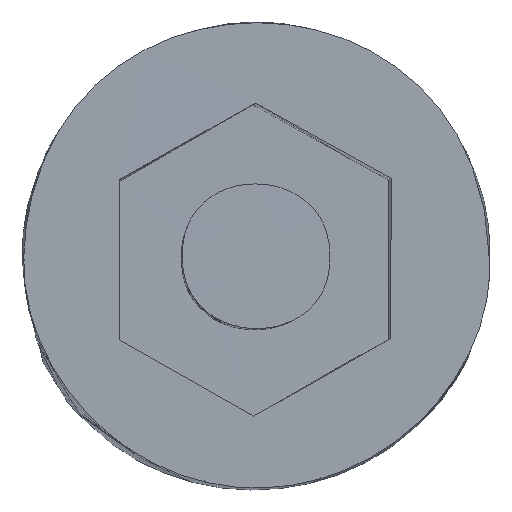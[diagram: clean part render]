
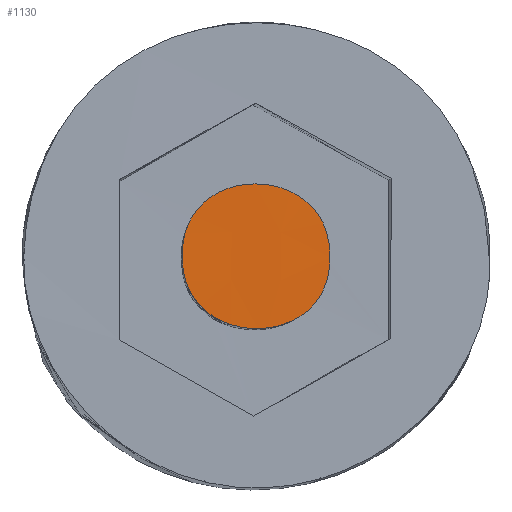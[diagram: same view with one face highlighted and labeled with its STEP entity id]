
A CAD part, top view. The second image highlights one B-rep face of the part: STEP entity #1130.
In plain terms, the highlighted free-form (B-spline) face has degree [3, 3] with [4, 4] control points.
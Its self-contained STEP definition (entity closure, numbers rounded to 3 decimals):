
#946 = B_SPLINE_SURFACE_WITH_KNOTS('',3,3,(
    (#947,#948,#949,#950)
    ,(#951,#952,#953,#954)
    ,(#955,#956,#957,#958)
    ,(#959,#960,#961,#962
    )),.UNSPECIFIED.,.F.,.F.,.F.,(4,4),(4,4),(0.,1.),(0.,1.),
  .PIECEWISE_BEZIER_KNOTS.);
#947 = CARTESIAN_POINT('',(-0.181,0.,
    0.995));
#948 = CARTESIAN_POINT('',(-0.184,-0.003,
    0.666));
#949 = CARTESIAN_POINT('',(-0.186,-0.001,
    0.335));
#950 = CARTESIAN_POINT('',(-0.184,-0.002,
    0.004));
#951 = CARTESIAN_POINT('',(-0.186,-0.234,
    0.999));
#952 = CARTESIAN_POINT('',(-0.182,-0.239,0.664)
  );
#953 = CARTESIAN_POINT('',(-0.188,-0.235,
    0.333));
#954 = CARTESIAN_POINT('',(-0.19,-0.24,
    0.004));
#955 = CARTESIAN_POINT('',(0.195,-0.238,0.996
    ));
#956 = CARTESIAN_POINT('',(0.196,-0.229,0.662
    ));
#957 = CARTESIAN_POINT('',(0.185,-0.236,0.336
    ));
#958 = CARTESIAN_POINT('',(0.188,-0.242,
    -0.001));
#959 = CARTESIAN_POINT('',(0.186,0.002,
    0.993));
#960 = CARTESIAN_POINT('',(0.186,-0.005,
    0.667));
#961 = CARTESIAN_POINT('',(0.185,-0.001,
    0.329));
#962 = CARTESIAN_POINT('',(0.181,0.005,
    0.001));
#1010 = B_SPLINE_SURFACE_WITH_KNOTS('',3,3,(
    (#1011,#1012,#1013,#1014)
    ,(#1015,#1016,#1017,#1018)
    ,(#1019,#1020,#1021,#1022)
    ,(#1023,#1024,#1025,#1026
    )),.UNSPECIFIED.,.F.,.F.,.F.,(4,4),(4,4),(0.,1.),(0.,1.),
  .PIECEWISE_BEZIER_KNOTS.);
#1011 = CARTESIAN_POINT('',(0.178,0.,
    0.996));
#1012 = CARTESIAN_POINT('',(0.18,-0.002,
    0.662));
#1013 = CARTESIAN_POINT('',(0.178,0.001,
    0.331));
#1014 = CARTESIAN_POINT('',(0.175,-0.008,
    -0.004));
#1015 = CARTESIAN_POINT('',(0.189,0.235,1.
    ));
#1016 = CARTESIAN_POINT('',(0.182,0.243,0.667
    ));
#1017 = CARTESIAN_POINT('',(0.181,0.227,0.329)
  );
#1018 = CARTESIAN_POINT('',(0.183,0.236,
    0.003));
#1019 = CARTESIAN_POINT('',(-0.183,0.253,1.
    ));
#1020 = CARTESIAN_POINT('',(-0.179,0.237,0.665
    ));
#1021 = CARTESIAN_POINT('',(-0.181,0.244,0.338
    ));
#1022 = CARTESIAN_POINT('',(-0.187,0.243,
    -0.002));
#1023 = CARTESIAN_POINT('',(-0.177,0.002,
    1.));
#1024 = CARTESIAN_POINT('',(-0.18,0.006,
    0.668));
#1025 = CARTESIAN_POINT('',(-0.177,0.006,
    0.333));
#1026 = CARTESIAN_POINT('',(-0.178,-0.003,
    0.002));
#1038 = VERTEX_POINT('',#1039);
#1039 = CARTESIAN_POINT('',(-0.183,0.002,
    0.997));
#1062 = EDGE_CURVE('',#1063,#1038,#1065,.T.);
#1063 = VERTEX_POINT('',#1064);
#1064 = CARTESIAN_POINT('',(0.187,0.,
    0.996));
#1065 = SURFACE_CURVE('',#1066,(#1071,#1081),.PCURVE_S1.);
#1066 = B_SPLINE_CURVE_WITH_KNOTS('',3,(#1067,#1068,#1069,#1070),
  .UNSPECIFIED.,.F.,.F.,(4,4),(0.,1.),.PIECEWISE_BEZIER_KNOTS.);
#1067 = CARTESIAN_POINT('',(0.187,0.,
    0.996));
#1068 = CARTESIAN_POINT('',(0.194,0.244,0.997
    ));
#1069 = CARTESIAN_POINT('',(-0.189,0.248,0.997
    ));
#1070 = CARTESIAN_POINT('',(-0.183,0.002,
    0.997));
#1071 = PCURVE('',#1010,#1072);
#1072 = DEFINITIONAL_REPRESENTATION('',(#1073),#1080);
#1073 = B_SPLINE_CURVE_WITH_KNOTS('',5,(#1074,#1075,#1076,#1077,#1078,
    #1079),.UNSPECIFIED.,.F.,.F.,(6,6),(0.,1.),
  .PIECEWISE_BEZIER_KNOTS.);
#1074 = CARTESIAN_POINT('',(0.,0.));
#1075 = CARTESIAN_POINT('',(0.208,0.));
#1076 = CARTESIAN_POINT('',(0.363,0.001));
#1077 = CARTESIAN_POINT('',(0.633,0.002));
#1078 = CARTESIAN_POINT('',(0.803,0.002));
#1079 = CARTESIAN_POINT('',(0.999,0.003));
#1080 = ( GEOMETRIC_REPRESENTATION_CONTEXT(2) 
PARAMETRIC_REPRESENTATION_CONTEXT() REPRESENTATION_CONTEXT('2D SPACE',''
  ) );
#1081 = PCURVE('',#1082,#1099);
#1082 = B_SPLINE_SURFACE_WITH_KNOTS('',3,3,(
    (#1083,#1084,#1085,#1086)
    ,(#1087,#1088,#1089,#1090)
    ,(#1091,#1092,#1093,#1094)
    ,(#1095,#1096,#1097,#1098
    )),.UNSPECIFIED.,.F.,.F.,.F.,(4,4),(4,4),(0.,1.),(0.,1.),
  .PIECEWISE_BEZIER_KNOTS.);
#1083 = CARTESIAN_POINT('',(-0.19,-0.193,
    0.996));
#1084 = CARTESIAN_POINT('',(-0.191,-0.065,
    0.997));
#1085 = CARTESIAN_POINT('',(-0.19,0.06,
    0.996));
#1086 = CARTESIAN_POINT('',(-0.189,0.187,
    0.996));
#1087 = CARTESIAN_POINT('',(-0.065,-0.192,
    0.996));
#1088 = CARTESIAN_POINT('',(-0.063,-0.068,
    0.998));
#1089 = CARTESIAN_POINT('',(-0.063,0.062,
    0.995));
#1090 = CARTESIAN_POINT('',(-0.064,0.187,
    0.997));
#1091 = CARTESIAN_POINT('',(0.062,-0.192,
    0.997));
#1092 = CARTESIAN_POINT('',(0.062,-0.066,
    0.997));
#1093 = CARTESIAN_POINT('',(0.063,0.06,
    0.999));
#1094 = CARTESIAN_POINT('',(0.063,0.187,
    0.996));
#1095 = CARTESIAN_POINT('',(0.188,-0.194,
    0.996));
#1096 = CARTESIAN_POINT('',(0.189,-0.067,
    0.998));
#1097 = CARTESIAN_POINT('',(0.189,0.059,
    0.997));
#1098 = CARTESIAN_POINT('',(0.188,0.186,0.996)
  );
#1099 = DEFINITIONAL_REPRESENTATION('',(#1100),#1106);
#1100 = B_SPLINE_CURVE_WITH_KNOTS('',4,(#1101,#1102,#1103,#1104,#1105),
  .UNSPECIFIED.,.F.,.F.,(5,5),(0.,1.),.PIECEWISE_BEZIER_KNOTS.);
#1101 = CARTESIAN_POINT('',(0.997,0.51));
#1102 = CARTESIAN_POINT('',(1.01,0.991));
#1103 = CARTESIAN_POINT('',(0.508,1.153));
#1104 = CARTESIAN_POINT('',(0.006,1.));
#1105 = CARTESIAN_POINT('',(0.018,0.513));
#1106 = ( GEOMETRIC_REPRESENTATION_CONTEXT(2) 
PARAMETRIC_REPRESENTATION_CONTEXT() REPRESENTATION_CONTEXT('2D SPACE',''
  ) );
#1130 = ADVANCED_FACE('',(#1131),#1082,.T.);
#1131 = FACE_BOUND('',#1132,.T.);
#1132 = EDGE_LOOP('',(#1133,#1157));
#1133 = ORIENTED_EDGE('',*,*,#1134,.T.);
#1134 = EDGE_CURVE('',#1038,#1063,#1135,.T.);
#1135 = SURFACE_CURVE('',#1136,(#1141,#1149),.PCURVE_S1.);
#1136 = B_SPLINE_CURVE_WITH_KNOTS('',3,(#1137,#1138,#1139,#1140),
  .UNSPECIFIED.,.F.,.F.,(4,4),(0.,1.),.PIECEWISE_BEZIER_KNOTS.);
#1137 = CARTESIAN_POINT('',(-0.183,0.002,
    0.997));
#1138 = CARTESIAN_POINT('',(-0.187,-0.237,
    0.998));
#1139 = CARTESIAN_POINT('',(0.191,-0.24,
    0.993));
#1140 = CARTESIAN_POINT('',(0.187,0.,
    0.996));
#1141 = PCURVE('',#1082,#1142);
#1142 = DEFINITIONAL_REPRESENTATION('',(#1143),#1148);
#1143 = B_SPLINE_CURVE_WITH_KNOTS('',3,(#1144,#1145,#1146,#1147),
  .UNSPECIFIED.,.F.,.F.,(4,4),(0.,1.),.PIECEWISE_BEZIER_KNOTS.);
#1144 = CARTESIAN_POINT('',(0.018,0.513));
#1145 = CARTESIAN_POINT('',(0.01,-0.12));
#1146 = CARTESIAN_POINT('',(1.008,-0.121));
#1147 = CARTESIAN_POINT('',(0.997,0.51));
#1148 = ( GEOMETRIC_REPRESENTATION_CONTEXT(2) 
PARAMETRIC_REPRESENTATION_CONTEXT() REPRESENTATION_CONTEXT('2D SPACE',''
  ) );
#1149 = PCURVE('',#946,#1150);
#1150 = DEFINITIONAL_REPRESENTATION('',(#1151),#1156);
#1151 = B_SPLINE_CURVE_WITH_KNOTS('',3,(#1152,#1153,#1154,#1155),
  .UNSPECIFIED.,.F.,.F.,(4,4),(0.,1.),.PIECEWISE_BEZIER_KNOTS.);
#1152 = CARTESIAN_POINT('',(-0.003,-0.002));
#1153 = CARTESIAN_POINT('',(0.336,-0.002));
#1154 = CARTESIAN_POINT('',(0.662,-0.003));
#1155 = CARTESIAN_POINT('',(0.997,-0.003));
#1156 = ( GEOMETRIC_REPRESENTATION_CONTEXT(2) 
PARAMETRIC_REPRESENTATION_CONTEXT() REPRESENTATION_CONTEXT('2D SPACE',''
  ) );
#1157 = ORIENTED_EDGE('',*,*,#1062,.T.);
